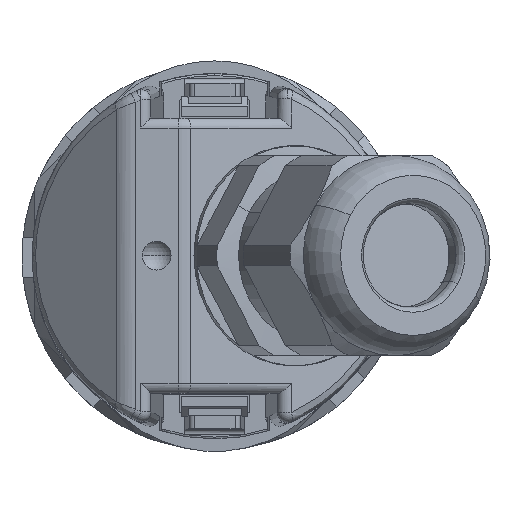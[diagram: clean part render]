
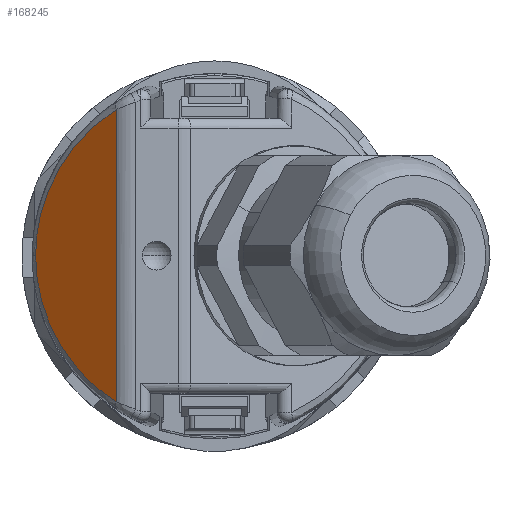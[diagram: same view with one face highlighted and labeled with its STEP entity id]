
A CAD part, top view. The second image highlights one B-rep face of the part: STEP entity #168245.
In plain terms, the highlighted face is planar.
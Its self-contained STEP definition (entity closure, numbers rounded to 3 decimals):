
#5686 = CARTESIAN_POINT ( 'NONE',  ( 6.06, 17.893, 42.538 ) ) ;
#9714 = VERTEX_POINT ( 'NONE', #139985 ) ;
#10697 = CARTESIAN_POINT ( 'NONE',  ( 0., 17.893, 42.538 ) ) ;
#15255 = AXIS2_PLACEMENT_3D ( 'NONE', #152646, #68313, #166814 ) ;
#27809 = CARTESIAN_POINT ( 'NONE',  ( -14.596, 9.836, 49.298 ) ) ;
#38920 = CARTESIAN_POINT ( 'NONE',  ( -11.366, 14.964, 44.995 ) ) ;
#39866 = PLANE ( 'NONE',  #15255 ) ;
#66026 = EDGE_CURVE ( 'NONE', #9714, #117434, #153326, .T. ) ;
#68313 = DIRECTION ( 'NONE',  ( 0., -0.643, -0.766 ) ) ;
#71092 = ORIENTED_EDGE ( 'NONE', *, *, #66026, .T. ) ;
#84873 = LINE ( 'NONE', #142735, #155363 ) ;
#85159 = EDGE_CURVE ( 'NONE', #128230, #9714, #157527, .T. ) ;
#95017 = CARTESIAN_POINT ( 'NONE',  ( -6.06, 17.893, 42.538 ) ) ;
#100884 = DIRECTION ( 'NONE',  ( 1., 0., 0. ) ) ;
#103828 = ORIENTED_EDGE ( 'NONE', *, *, #85159, .T. ) ;
#104174 = CARTESIAN_POINT ( 'NONE',  ( 0., 17.893, 42.538 ) ) ;
#117434 = VERTEX_POINT ( 'NONE', #27809 ) ;
#126898 = FACE_OUTER_BOUND ( 'NONE', #171219, .T. ) ;
#128230 = VERTEX_POINT ( 'NONE', #169719 ) ;
#131895 = CARTESIAN_POINT ( 'NONE',  ( 14.596, 9.836, 49.298 ) ) ;
#137558 = CARTESIAN_POINT ( 'NONE',  ( -14.596, 9.836, 49.298 ) ) ;
#139985 = CARTESIAN_POINT ( 'NONE',  ( 0., 17.893, 42.538 ) ) ;
#142735 = CARTESIAN_POINT ( 'NONE',  ( 15.876, 9.836, 49.298 ) ) ;
#146021 = CARTESIAN_POINT ( 'NONE',  ( 11.366, 14.964, 44.995 ) ) ;
#152646 = CARTESIAN_POINT ( 'NONE',  ( -23., 22.5, 38.672 ) ) ;
#153326 =( BOUNDED_CURVE ( )  B_SPLINE_CURVE ( 3, ( #10697, #95017, #38920, #137558 ),
 .UNSPECIFIED., .F., .F. ) 
 B_SPLINE_CURVE_WITH_KNOTS ( ( 4, 4 ),
 ( 0., 1.009 ),
 .UNSPECIFIED. ) 
 CURVE ( )  GEOMETRIC_REPRESENTATION_ITEM ( )  RATIONAL_B_SPLINE_CURVE ( ( 1., 0.917, 0.917, 1. ) ) 
 REPRESENTATION_ITEM ( '' )  );
#155363 = VECTOR ( 'NONE', #100884, 1000. ) ;
#157527 =( BOUNDED_CURVE ( )  B_SPLINE_CURVE ( 3, ( #131895, #146021, #5686, #104174 ),
 .UNSPECIFIED., .F., .F. ) 
 B_SPLINE_CURVE_WITH_KNOTS ( ( 4, 4 ),
 ( 5.274, 6.283 ),
 .UNSPECIFIED. ) 
 CURVE ( )  GEOMETRIC_REPRESENTATION_ITEM ( )  RATIONAL_B_SPLINE_CURVE ( ( 1., 0.917, 0.917, 1. ) ) 
 REPRESENTATION_ITEM ( '' )  );
#166814 = DIRECTION ( 'NONE',  ( 0., 0.766, -0.643 ) ) ;
#168245 = ADVANCED_FACE ( 'NONE', ( #126898 ), #39866, .F. ) ;
#169719 = CARTESIAN_POINT ( 'NONE',  ( 14.596, 9.836, 49.298 ) ) ;
#170021 = EDGE_CURVE ( 'NONE', #117434, #128230, #84873, .T. ) ;
#170170 = ORIENTED_EDGE ( 'NONE', *, *, #170021, .T. ) ;
#171219 = EDGE_LOOP ( 'NONE', ( #170170, #103828, #71092 ) ) ;
